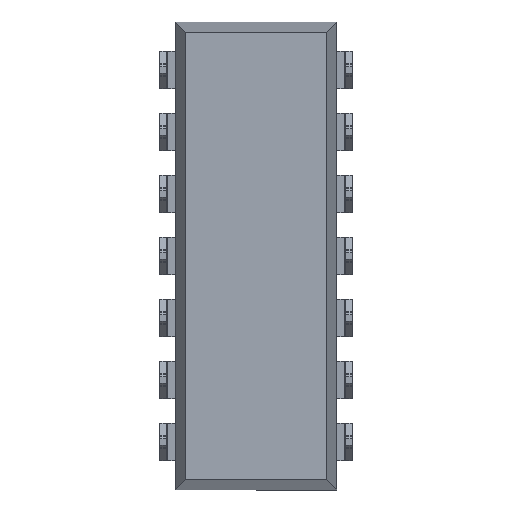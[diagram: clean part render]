
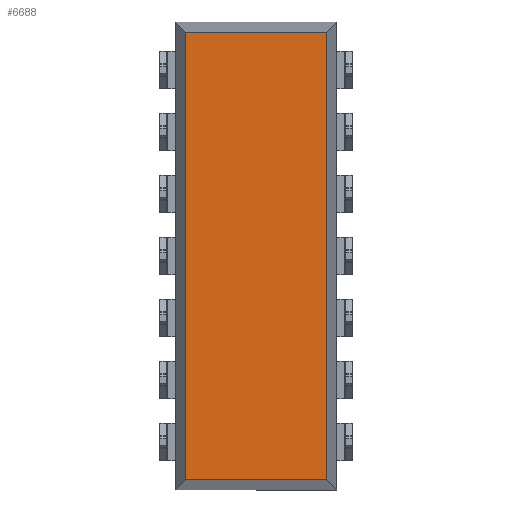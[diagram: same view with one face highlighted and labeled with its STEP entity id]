
A CAD part, front view. The second image highlights one B-rep face of the part: STEP entity #6688.
In plain terms, the highlighted planar face has unit normal (0, -1, 0).
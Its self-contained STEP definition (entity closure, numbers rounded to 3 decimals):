
#578 = EDGE_CURVE ( 'NONE', #5390, #2895, #8103, .T. ) ;
#777 = EDGE_CURVE ( 'NONE', #5566, #5390, #8493, .T. ) ;
#793 = CARTESIAN_POINT ( 'NONE',  ( 2.89, 0.381, -9.588 ) ) ;
#1707 = ORIENTED_EDGE ( 'NONE', *, *, #777, .T. ) ;
#1931 = VECTOR ( 'NONE', #6152, 1000. ) ;
#2497 = CARTESIAN_POINT ( 'NONE',  ( 0., 0.381, 0. ) ) ;
#2533 = ORIENTED_EDGE ( 'NONE', *, *, #5018, .T. ) ;
#2584 = AXIS2_PLACEMENT_3D ( 'NONE', #2497, #6020, #5015 ) ;
#2769 = ORIENTED_EDGE ( 'NONE', *, *, #6114, .T. ) ;
#2895 = VERTEX_POINT ( 'NONE', #7750 ) ;
#3835 = VECTOR ( 'NONE', #8489, 1000. ) ;
#3940 = LINE ( 'NONE', #793, #3835 ) ;
#3969 = PLANE ( 'NONE',  #2584 ) ;
#4851 = LINE ( 'NONE', #6843, #1931 ) ;
#4852 = ORIENTED_EDGE ( 'NONE', *, *, #578, .T. ) ;
#4923 = CARTESIAN_POINT ( 'NONE',  ( -2.89, 0.381, -9.176 ) ) ;
#4976 = CARTESIAN_POINT ( 'NONE',  ( 2.89, 0.381, 9.176 ) ) ;
#5015 = DIRECTION ( 'NONE',  ( 0., 0., -1. ) ) ;
#5018 = EDGE_CURVE ( 'NONE', #2895, #7962, #3940, .T. ) ;
#5390 = VERTEX_POINT ( 'NONE', #4923 ) ;
#5512 = FACE_OUTER_BOUND ( 'NONE', #8218, .T. ) ;
#5566 = VERTEX_POINT ( 'NONE', #7030 ) ;
#5781 = CARTESIAN_POINT ( 'NONE',  ( -3.302, 0.381, -9.176 ) ) ;
#5799 = VECTOR ( 'NONE', #6953, 1000. ) ;
#6020 = DIRECTION ( 'NONE',  ( 0., -1., 0. ) ) ;
#6114 = EDGE_CURVE ( 'NONE', #7962, #5566, #4851, .T. ) ;
#6152 = DIRECTION ( 'NONE',  ( -1., 0., 0. ) ) ;
#6688 = ADVANCED_FACE ( 'NONE', ( #5512 ), #3969, .T. ) ;
#6843 = CARTESIAN_POINT ( 'NONE',  ( 3.302, 0.381, 9.176 ) ) ;
#6953 = DIRECTION ( 'NONE',  ( 0., 0., -1. ) ) ;
#7030 = CARTESIAN_POINT ( 'NONE',  ( -2.89, 0.381, 9.176 ) ) ;
#7750 = CARTESIAN_POINT ( 'NONE',  ( 2.89, 0.381, -9.176 ) ) ;
#7962 = VERTEX_POINT ( 'NONE', #4976 ) ;
#8021 = VECTOR ( 'NONE', #8481, 1000. ) ;
#8103 = LINE ( 'NONE', #5781, #8021 ) ;
#8218 = EDGE_LOOP ( 'NONE', ( #4852, #2533, #2769, #1707 ) ) ;
#8430 = CARTESIAN_POINT ( 'NONE',  ( -2.89, 0.381, 9.589 ) ) ;
#8481 = DIRECTION ( 'NONE',  ( 1., 0., 0. ) ) ;
#8489 = DIRECTION ( 'NONE',  ( 0., 0., 1. ) ) ;
#8493 = LINE ( 'NONE', #8430, #5799 ) ;
